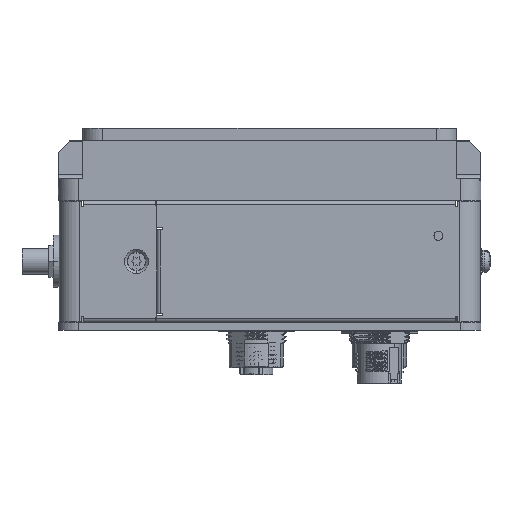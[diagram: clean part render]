
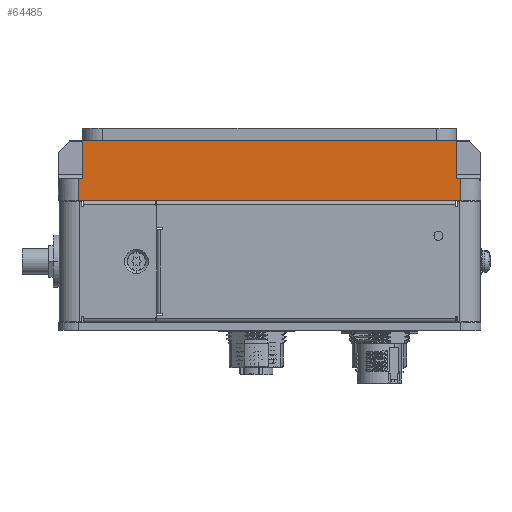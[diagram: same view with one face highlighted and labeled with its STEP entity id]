
A CAD part, left-side view. The second image highlights one B-rep face of the part: STEP entity #64485.
In plain terms, the highlighted planar face has unit normal (-1, 0, 0).
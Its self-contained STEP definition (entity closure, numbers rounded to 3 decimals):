
#4626 = DIRECTION ( 'NONE',  ( 0., 0., -1. ) ) ;
#5891 = EDGE_CURVE ( 'NONE', #158851, #171262, #58345, .T. ) ;
#6162 = CARTESIAN_POINT ( 'NONE',  ( -78.15, 5.8, 35.6 ) ) ;
#11800 = DIRECTION ( 'NONE',  ( 0., -1., 0. ) ) ;
#11977 = VECTOR ( 'NONE', #135648, 1000. ) ;
#14456 = VECTOR ( 'NONE', #4626, 1000. ) ;
#16046 = VECTOR ( 'NONE', #159329, 1000. ) ;
#19669 = CARTESIAN_POINT ( 'NONE',  ( -78.15, 104.6, 45.1 ) ) ;
#20422 = LINE ( 'NONE', #63240, #144327 ) ;
#21517 = CARTESIAN_POINT ( 'NONE',  ( -78.15, 98.6, 45.1 ) ) ;
#21892 = CARTESIAN_POINT ( 'NONE',  ( -78.15, 4.8, 30.1 ) ) ;
#23175 = DIRECTION ( 'NONE',  ( 0., 0., -1. ) ) ;
#26518 = CARTESIAN_POINT ( 'NONE',  ( -78.15, 4.8, 35.6 ) ) ;
#29040 = CARTESIAN_POINT ( 'NONE',  ( -78.15, 104.6, 30.1 ) ) ;
#37881 = VERTEX_POINT ( 'NONE', #6162 ) ;
#40681 = LINE ( 'NONE', #123527, #106688 ) ;
#41192 = FACE_OUTER_BOUND ( 'NONE', #158271, .T. ) ;
#43050 = ORIENTED_EDGE ( 'NONE', *, *, #149996, .T. ) ;
#44869 = DIRECTION ( 'NONE',  ( 0., 0., -1. ) ) ;
#51348 = EDGE_CURVE ( 'NONE', #180593, #137103, #92957, .T. ) ;
#52326 = EDGE_CURVE ( 'NONE', #137103, #85888, #40681, .T. ) ;
#58345 = LINE ( 'NONE', #143976, #124907 ) ;
#59582 = EDGE_CURVE ( 'NONE', #127091, #37881, #20422, .T. ) ;
#62780 = VECTOR ( 'NONE', #164286, 1000. ) ;
#63240 = CARTESIAN_POINT ( 'NONE',  ( -78.15, 5.8, 55.023 ) ) ;
#64485 = ADVANCED_FACE ( 'NONE', ( #41192 ), #70932, .F. ) ;
#65602 = LINE ( 'NONE', #21892, #62780 ) ;
#70932 = PLANE ( 'NONE',  #176653 ) ;
#73685 = DIRECTION ( 'NONE',  ( 1., 0., 0. ) ) ;
#77025 = LINE ( 'NONE', #163576, #11977 ) ;
#85888 = VERTEX_POINT ( 'NONE', #170961 ) ;
#88347 = VERTEX_POINT ( 'NONE', #26518 ) ;
#89006 = ORIENTED_EDGE ( 'NONE', *, *, #52326, .T. ) ;
#89461 = LINE ( 'NONE', #19669, #16046 ) ;
#92957 = LINE ( 'NONE', #147939, #14456 ) ;
#93618 = ORIENTED_EDGE ( 'NONE', *, *, #5891, .T. ) ;
#97768 = DIRECTION ( 'NONE',  ( 0., -1., 0. ) ) ;
#106688 = VECTOR ( 'NONE', #11800, 1000. ) ;
#113675 = CARTESIAN_POINT ( 'NONE',  ( -78.15, 5.8, 45.1 ) ) ;
#118262 = ORIENTED_EDGE ( 'NONE', *, *, #136704, .F. ) ;
#118660 = CARTESIAN_POINT ( 'NONE',  ( -78.15, 98.6, 35.6 ) ) ;
#120862 = CARTESIAN_POINT ( 'NONE',  ( -78.15, 99.6, 35.6 ) ) ;
#123527 = CARTESIAN_POINT ( 'NONE',  ( -78.15, 104.6, 30.1 ) ) ;
#124907 = VECTOR ( 'NONE', #159766, 1000. ) ;
#125577 = ORIENTED_EDGE ( 'NONE', *, *, #141028, .F. ) ;
#125707 = LINE ( 'NONE', #168554, #143552 ) ;
#127091 = VERTEX_POINT ( 'NONE', #113675 ) ;
#135648 = DIRECTION ( 'NONE',  ( 0., -1., 0. ) ) ;
#136704 = EDGE_CURVE ( 'NONE', #37881, #88347, #77025, .T. ) ;
#137103 = VERTEX_POINT ( 'NONE', #183945 ) ;
#137707 = EDGE_CURVE ( 'NONE', #85888, #88347, #65602, .T. ) ;
#141028 = EDGE_CURVE ( 'NONE', #180593, #171262, #125707, .T. ) ;
#143552 = VECTOR ( 'NONE', #97768, 1000. ) ;
#143976 = CARTESIAN_POINT ( 'NONE',  ( -78.15, 98.6, 55.023 ) ) ;
#144327 = VECTOR ( 'NONE', #23175, 1000. ) ;
#147939 = CARTESIAN_POINT ( 'NONE',  ( -78.15, 99.6, 30.1 ) ) ;
#149996 = EDGE_CURVE ( 'NONE', #127091, #158851, #89461, .T. ) ;
#154403 = ORIENTED_EDGE ( 'NONE', *, *, #51348, .T. ) ;
#157465 = ORIENTED_EDGE ( 'NONE', *, *, #59582, .F. ) ;
#158271 = EDGE_LOOP ( 'NONE', ( #183820, #118262, #157465, #43050, #93618, #125577, #154403, #89006 ) ) ;
#158851 = VERTEX_POINT ( 'NONE', #21517 ) ;
#159329 = DIRECTION ( 'NONE',  ( 0., 1., 0. ) ) ;
#159766 = DIRECTION ( 'NONE',  ( 0., 0., -1. ) ) ;
#163576 = CARTESIAN_POINT ( 'NONE',  ( -78.15, 5.8, 35.6 ) ) ;
#164286 = DIRECTION ( 'NONE',  ( 0., 0., 1. ) ) ;
#168554 = CARTESIAN_POINT ( 'NONE',  ( -78.15, 99.6, 35.6 ) ) ;
#170961 = CARTESIAN_POINT ( 'NONE',  ( -78.15, 4.8, 30.1 ) ) ;
#171262 = VERTEX_POINT ( 'NONE', #118660 ) ;
#176653 = AXIS2_PLACEMENT_3D ( 'NONE', #29040, #73685, #44869 ) ;
#180593 = VERTEX_POINT ( 'NONE', #120862 ) ;
#183820 = ORIENTED_EDGE ( 'NONE', *, *, #137707, .T. ) ;
#183945 = CARTESIAN_POINT ( 'NONE',  ( -78.15, 99.6, 30.1 ) ) ;
